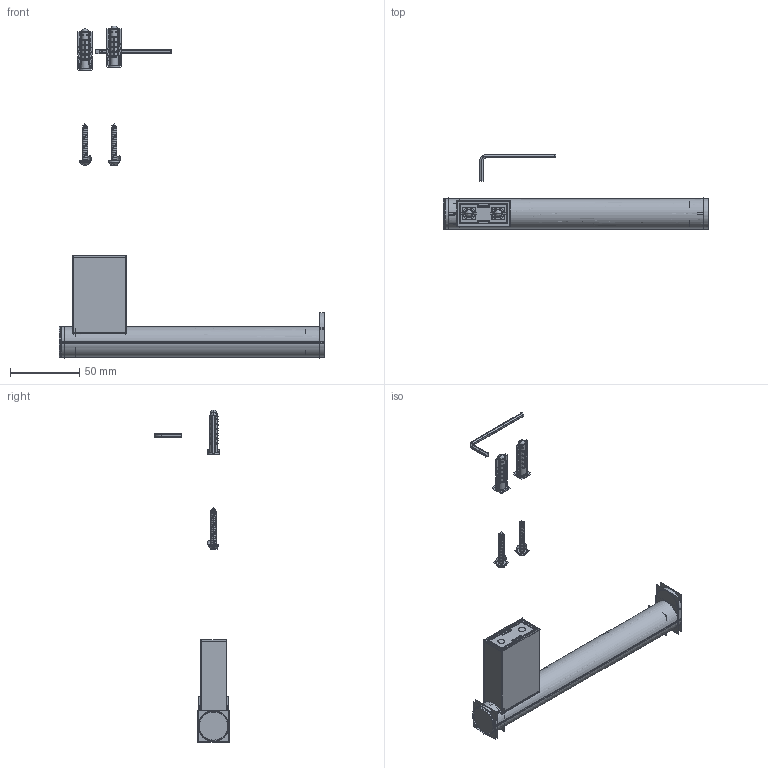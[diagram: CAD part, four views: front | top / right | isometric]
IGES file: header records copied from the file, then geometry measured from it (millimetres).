
Start section:  PTC IGES file: PRO029C.igs
Global section: file name: PRO029C.igs; native system: Pro/ENGINEER by Parametric Technology Corporation; preprocessor: 2009360; author: user321; organization: Unknown; date: 20191126.182041; units: millimetre
Bounding box: 191.68 x 53.95 x 239.36 mm (x, y, z)
Volume: 37703 mm3; surface area: 220203.8 mm2
Topology: 13 solids, 13 shells, 1714 faces, 8994 edges, 11241 vertices
Faces by surface type: revolution 1050, bspline 664
